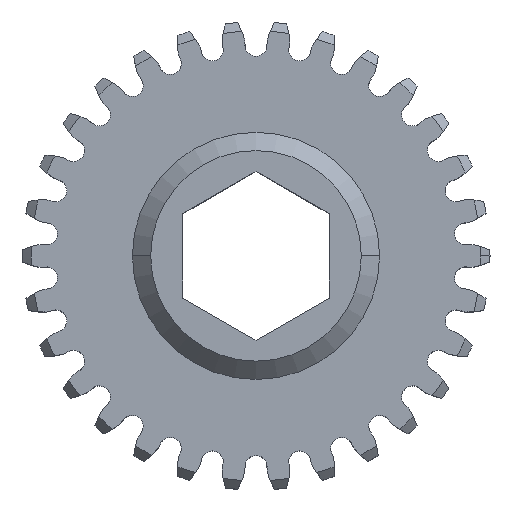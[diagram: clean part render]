
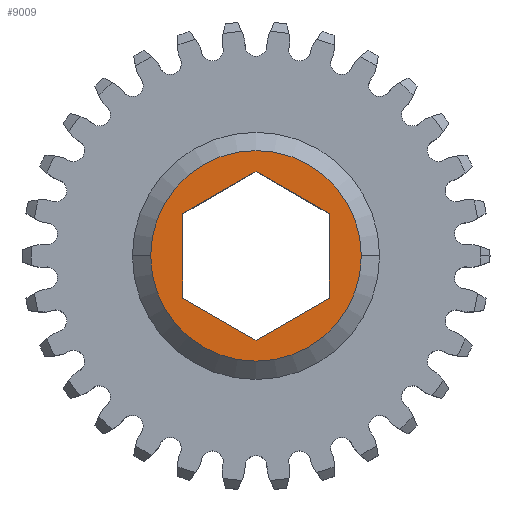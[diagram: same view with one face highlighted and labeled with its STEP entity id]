
A CAD part, top view. The second image highlights one B-rep face of the part: STEP entity #9009.
In plain terms, the highlighted planar face has unit normal (0, 0, 1).
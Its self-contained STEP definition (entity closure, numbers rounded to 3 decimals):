
#652 = CARTESIAN_POINT ( 'NONE',  ( 6.35, -3.666, 6.35 ) ) ;
#761 = EDGE_CURVE ( 'NONE', #12622, #9656, #8548, .T. ) ;
#969 = EDGE_CURVE ( 'NONE', #2062, #5667, #11116, .T. ) ;
#1004 = LINE ( 'NONE', #5241, #7701 ) ;
#1054 = EDGE_CURVE ( 'NONE', #2207, #11425, #12649, .T. ) ;
#1160 = EDGE_CURVE ( 'NONE', #9656, #12622, #5018, .T. ) ;
#1162 = EDGE_LOOP ( 'NONE', ( #9456, #6526 ) ) ;
#1254 = EDGE_CURVE ( 'NONE', #11425, #8058, #4242, .T. ) ;
#1548 = LINE ( 'NONE', #13289, #12639 ) ;
#1620 = CARTESIAN_POINT ( 'NONE',  ( 3.175, 5.499, 6.35 ) ) ;
#1823 = ORIENTED_EDGE ( 'NONE', *, *, #1054, .F. ) ;
#1889 = CARTESIAN_POINT ( 'NONE',  ( -3.175, -5.499, 6.35 ) ) ;
#2062 = VERTEX_POINT ( 'NONE', #10957 ) ;
#2207 = VERTEX_POINT ( 'NONE', #11789 ) ;
#2224 = VERTEX_POINT ( 'NONE', #12899 ) ;
#2988 = DIRECTION ( 'NONE',  ( 0., 0., -1. ) ) ;
#3574 = PLANE ( 'NONE',  #6246 ) ;
#3628 = DIRECTION ( 'NONE',  ( -0.866, 0.5, 0. ) ) ;
#3792 = CARTESIAN_POINT ( 'NONE',  ( 6.35, 0., 6.35 ) ) ;
#4242 = LINE ( 'NONE', #8667, #12560 ) ;
#4540 = DIRECTION ( 'NONE',  ( -1., 0., 0. ) ) ;
#4694 = ORIENTED_EDGE ( 'NONE', *, *, #969, .F. ) ;
#5018 = CIRCLE ( 'NONE', #11203, 9.144 ) ;
#5241 = CARTESIAN_POINT ( 'NONE',  ( -6.35, 0., 6.35 ) ) ;
#5667 = VERTEX_POINT ( 'NONE', #9059 ) ;
#5674 = FACE_BOUND ( 'NONE', #6486, .T. ) ;
#5904 = VECTOR ( 'NONE', #6002, 1000. ) ;
#6002 = DIRECTION ( 'NONE',  ( 0.866, -0.5, 0. ) ) ;
#6116 = DIRECTION ( 'NONE',  ( -1., 0., 0. ) ) ;
#6246 = AXIS2_PLACEMENT_3D ( 'NONE', #7807, #12043, #8991 ) ;
#6316 = ORIENTED_EDGE ( 'NONE', *, *, #7941, .F. ) ;
#6486 = EDGE_LOOP ( 'NONE', ( #1823, #7507, #6316, #4694, #9607, #11141 ) ) ;
#6526 = ORIENTED_EDGE ( 'NONE', *, *, #1160, .F. ) ;
#7019 = CARTESIAN_POINT ( 'NONE',  ( 0., 0., 6.35 ) ) ;
#7468 = CARTESIAN_POINT ( 'NONE',  ( 0., 0., 6.35 ) ) ;
#7507 = ORIENTED_EDGE ( 'NONE', *, *, #11175, .F. ) ;
#7701 = VECTOR ( 'NONE', #9458, 1000. ) ;
#7807 = CARTESIAN_POINT ( 'NONE',  ( 0., 0., 6.35 ) ) ;
#7941 = EDGE_CURVE ( 'NONE', #5667, #2224, #1548, .T. ) ;
#8058 = VERTEX_POINT ( 'NONE', #652 ) ;
#8466 = DIRECTION ( 'NONE',  ( 0.866, 0.5, 0. ) ) ;
#8548 = CIRCLE ( 'NONE', #13455, 9.144 ) ;
#8667 = CARTESIAN_POINT ( 'NONE',  ( 3.175, -5.499, 6.35 ) ) ;
#8733 = CARTESIAN_POINT ( 'NONE',  ( 9.144, 0., 6.35 ) ) ;
#8991 = DIRECTION ( 'NONE',  ( 1., 0., 0. ) ) ;
#9009 = ADVANCED_FACE ( 'NONE', ( #5674, #13094 ), #3574, .T. ) ;
#9059 = CARTESIAN_POINT ( 'NONE',  ( 0., 7.332, 6.35 ) ) ;
#9439 = CARTESIAN_POINT ( 'NONE',  ( 0., -7.332, 6.35 ) ) ;
#9456 = ORIENTED_EDGE ( 'NONE', *, *, #761, .F. ) ;
#9458 = DIRECTION ( 'NONE',  ( 0., -1., 0. ) ) ;
#9607 = ORIENTED_EDGE ( 'NONE', *, *, #12322, .F. ) ;
#9656 = VERTEX_POINT ( 'NONE', #8733 ) ;
#9787 = VECTOR ( 'NONE', #10090, 1000. ) ;
#9803 = DIRECTION ( 'NONE',  ( 0., 0., -1. ) ) ;
#9864 = DIRECTION ( 'NONE',  ( -0.866, -0.5, 0. ) ) ;
#10090 = DIRECTION ( 'NONE',  ( 0., 1., 0. ) ) ;
#10327 = VECTOR ( 'NONE', #3628, 1000. ) ;
#10957 = CARTESIAN_POINT ( 'NONE',  ( 6.35, 3.666, 6.35 ) ) ;
#11116 = LINE ( 'NONE', #1620, #10327 ) ;
#11141 = ORIENTED_EDGE ( 'NONE', *, *, #1254, .F. ) ;
#11175 = EDGE_CURVE ( 'NONE', #2224, #2207, #1004, .T. ) ;
#11203 = AXIS2_PLACEMENT_3D ( 'NONE', #7019, #2988, #6116 ) ;
#11425 = VERTEX_POINT ( 'NONE', #9439 ) ;
#11789 = CARTESIAN_POINT ( 'NONE',  ( -6.35, -3.666, 6.35 ) ) ;
#12043 = DIRECTION ( 'NONE',  ( 0., 0., 1. ) ) ;
#12255 = LINE ( 'NONE', #3792, #9787 ) ;
#12322 = EDGE_CURVE ( 'NONE', #8058, #2062, #12255, .T. ) ;
#12560 = VECTOR ( 'NONE', #8466, 1000. ) ;
#12622 = VERTEX_POINT ( 'NONE', #12795 ) ;
#12639 = VECTOR ( 'NONE', #9864, 1000. ) ;
#12649 = LINE ( 'NONE', #1889, #5904 ) ;
#12795 = CARTESIAN_POINT ( 'NONE',  ( -9.144, 0., 6.35 ) ) ;
#12899 = CARTESIAN_POINT ( 'NONE',  ( -6.35, 3.666, 6.35 ) ) ;
#13094 = FACE_OUTER_BOUND ( 'NONE', #1162, .T. ) ;
#13289 = CARTESIAN_POINT ( 'NONE',  ( -3.175, 5.499, 6.35 ) ) ;
#13455 = AXIS2_PLACEMENT_3D ( 'NONE', #7468, #9803, #4540 ) ;
